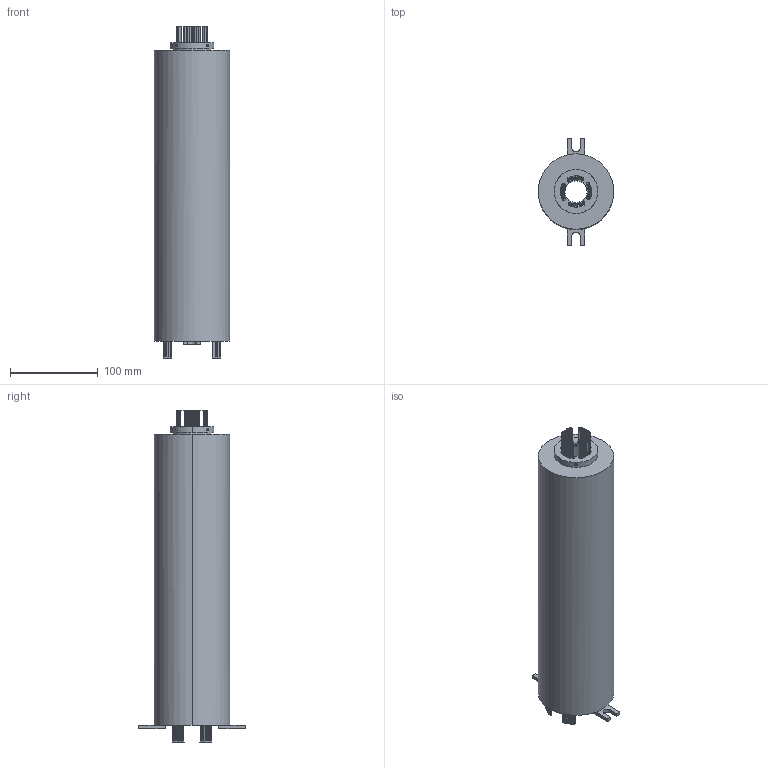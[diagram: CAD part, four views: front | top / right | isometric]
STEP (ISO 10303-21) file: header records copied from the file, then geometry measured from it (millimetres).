
FILE_DESCRIPTION (( 'STEP AP203' ), '1' );
FILE_NAME ('RX00714009.STEP', '2020-07-14T08:07:25', ( '微软用户' ), ( '微软中国' ), 'SwSTEP 2.0', 'SolidWorks 2014', '' );
FILE_SCHEMA (( 'CONFIG_CONTROL_DESIGN' ));
Length unit declared in the file: millimetre
Products named in the file (1): RX00714009
Bounding box: 86 x 122 x 378.6 mm (x, y, z)
Volume: 1778983.7 mm3; surface area: 146290.7 mm2
Topology: 1 solids, 1 shells, 629 faces, 1348 edges, 888 vertices
Faces by surface type: cylinder 406, plane 207, cone 16
Entity records: 17723 total; most frequent: DIRECTION 3400, CARTESIAN_POINT 3154, ORIENTED_EDGE 2680, AXIS2_PLACEMENT_3D 1446, EDGE_CURVE 1340, VERTEX_POINT 888, CIRCLE 816, EDGE_LOOP 814
